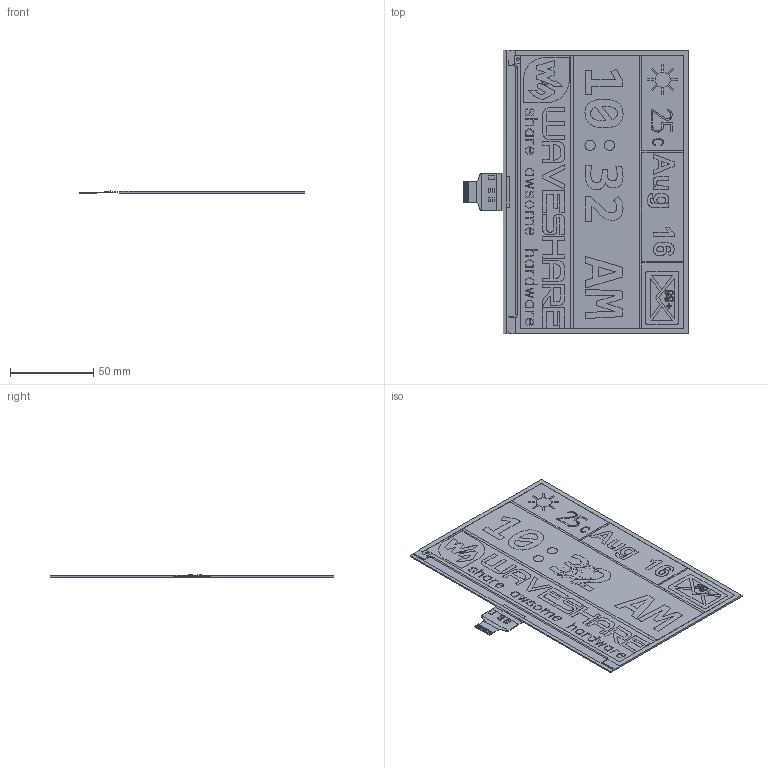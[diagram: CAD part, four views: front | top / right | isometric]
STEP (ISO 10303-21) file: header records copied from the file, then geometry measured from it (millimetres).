
FILE_DESCRIPTION(/* description */ ('Unknown'),/* implementation_level */ '2;1');
FILE_NAME(/* name */ 'Waveshare 7.5 E-ink (C) - Display Flat Mount',/* time_stamp */ '2019-08-16T12:56:08-04:00',/* author */ ('John Loeffler'),/* organization */ ('Unknown'),/* preprocessor_version */ 'ST-DEVELOPER v16.7',/* originating_system */ 'DEX',/* authorisation */ $);
FILE_SCHEMA (('AUTOMOTIVE_DESIGN {1 0 10303 214 3 1 1}'));
Length unit declared in the file: millimetre
Products named in the file (1): Waveshare 7.5 E-ink (C) - Display Flat Mount
Bounding box: 135.47 x 170.4 x 1.26 mm (x, y, z)
Volume: 21880.3 mm3; surface area: 39817.2 mm2
Topology: 1 solids, 21 shells, 1360 faces, 3606 edges, 2404 vertices
Faces by surface type: plane 1234, bspline 77, cylinder 47, torus 2
Full cylindrical faces by diameter (mm): 1.644 x1, 9.122 x1
Entity records: 55819 total; most frequent: CARTESIAN_POINT 13300, ORIENTED_EDGE 7186, DIRECTION 5903, EDGE_CURVE 3593, LINE 3143, VECTOR 3143, VERTEX_POINT 2403, EDGE_LOOP 1500
